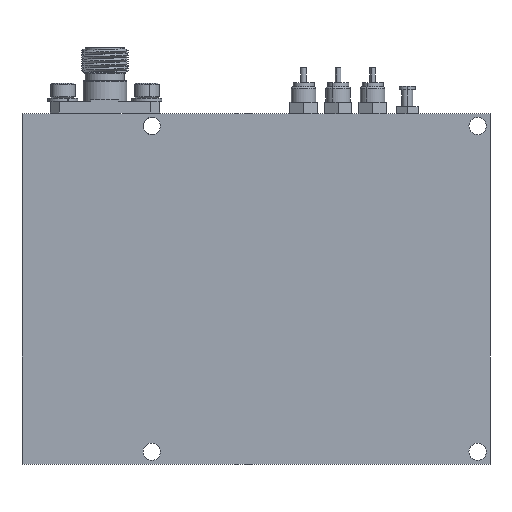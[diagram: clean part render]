
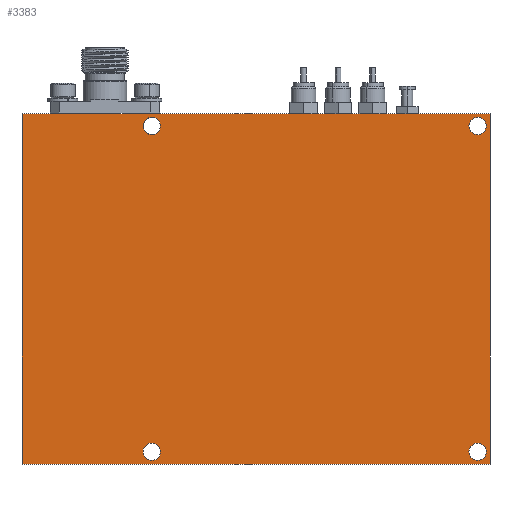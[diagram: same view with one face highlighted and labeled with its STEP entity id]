
A CAD part, front view. The second image highlights one B-rep face of the part: STEP entity #3383.
In plain terms, the highlighted planar face has unit normal (0, -1, 0).
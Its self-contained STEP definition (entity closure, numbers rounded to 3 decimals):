
#49 = EDGE_CURVE ( 'NONE', #50109, #63527, #66311, .T. ) ;
#2724 = ORIENTED_EDGE ( 'NONE', *, *, #49, .T. ) ;
#3096 = VERTEX_POINT ( 'NONE', #41085 ) ;
#3281 = EDGE_LOOP ( 'NONE', ( #34638, #27331 ) ) ;
#3383 = ADVANCED_FACE ( 'NONE', ( #50204, #55318, #45118, #8266, #65453 ), #34641, .T. ) ;
#4759 = DIRECTION ( 'NONE',  ( 0., 0., 1. ) ) ;
#4957 = CARTESIAN_POINT ( 'NONE',  ( 66., 0., -47.75 ) ) ;
#6142 = DIRECTION ( 'NONE',  ( 0., 0., -1. ) ) ;
#6283 = DIRECTION ( 'NONE',  ( 0., 0., 1. ) ) ;
#6566 = AXIS2_PLACEMENT_3D ( 'NONE', #45209, #50630, #66218 ) ;
#6850 = AXIS2_PLACEMENT_3D ( 'NONE', #20206, #66897, #30356 ) ;
#6926 = VERTEX_POINT ( 'NONE', #28727 ) ;
#7772 = AXIS2_PLACEMENT_3D ( 'NONE', #16467, #11390, #6283 ) ;
#7861 = AXIS2_PLACEMENT_3D ( 'NONE', #46406, #8973, #34673 ) ;
#8266 = FACE_BOUND ( 'NONE', #21120, .T. ) ;
#8314 = AXIS2_PLACEMENT_3D ( 'NONE', #14694, #44452, #61393 ) ;
#8315 = ORIENTED_EDGE ( 'NONE', *, *, #41478, .F. ) ;
#8858 = EDGE_CURVE ( 'NONE', #62406, #6926, #64911, .T. ) ;
#8883 = DIRECTION ( 'NONE',  ( 0., 0., 1. ) ) ;
#8973 = DIRECTION ( 'NONE',  ( 0., 1., 0. ) ) ;
#9062 = EDGE_CURVE ( 'NONE', #26097, #31491, #27920, .T. ) ;
#9962 = VERTEX_POINT ( 'NONE', #16450 ) ;
#10589 = DIRECTION ( 'NONE',  ( 0., 0., 1. ) ) ;
#10849 = CIRCLE ( 'NONE', #28116, 1.25 ) ;
#11197 = DIRECTION ( 'NONE',  ( -1., 0., 0. ) ) ;
#11390 = DIRECTION ( 'NONE',  ( 0., 1., 0. ) ) ;
#11471 = CARTESIAN_POINT ( 'NONE',  ( 18.8, 0., -1.8 ) ) ;
#11539 = VERTEX_POINT ( 'NONE', #17376 ) ;
#12925 = VECTOR ( 'NONE', #57130, 1000. ) ;
#13870 = ORIENTED_EDGE ( 'NONE', *, *, #9062, .F. ) ;
#14694 = CARTESIAN_POINT ( 'NONE',  ( 0., 0., 0. ) ) ;
#16450 = CARTESIAN_POINT ( 'NONE',  ( 67.8, 0., -50.8 ) ) ;
#16467 = CARTESIAN_POINT ( 'NONE',  ( 66., 0., -49. ) ) ;
#16607 = CARTESIAN_POINT ( 'NONE',  ( 0., 0., -50.8 ) ) ;
#17376 = CARTESIAN_POINT ( 'NONE',  ( 0., 0., -50.8 ) ) ;
#18405 = CARTESIAN_POINT ( 'NONE',  ( 67.8, 0., 0. ) ) ;
#18686 = CIRCLE ( 'NONE', #7861, 1.25 ) ;
#20206 = CARTESIAN_POINT ( 'NONE',  ( 18.8, 0., -1.8 ) ) ;
#20905 = CARTESIAN_POINT ( 'NONE',  ( 0., 0., 0. ) ) ;
#20967 = EDGE_CURVE ( 'NONE', #24452, #52324, #57962, .T. ) ;
#21120 = EDGE_LOOP ( 'NONE', ( #44383, #2724 ) ) ;
#22749 = ORIENTED_EDGE ( 'NONE', *, *, #20967, .T. ) ;
#22904 = CIRCLE ( 'NONE', #36938, 1.25 ) ;
#23528 = EDGE_CURVE ( 'NONE', #31491, #9962, #62673, .T. ) ;
#23787 = DIRECTION ( 'NONE',  ( 0., 1., 0. ) ) ;
#24452 = VERTEX_POINT ( 'NONE', #42336 ) ;
#25530 = EDGE_CURVE ( 'NONE', #3096, #55567, #65204, .T. ) ;
#26097 = VERTEX_POINT ( 'NONE', #42738 ) ;
#26191 = CIRCLE ( 'NONE', #7772, 1.25 ) ;
#27019 = DIRECTION ( 'NONE',  ( 0., 0., 1. ) ) ;
#27331 = ORIENTED_EDGE ( 'NONE', *, *, #25530, .T. ) ;
#27920 = LINE ( 'NONE', #43460, #63656 ) ;
#28116 = AXIS2_PLACEMENT_3D ( 'NONE', #52869, #32548, #10589 ) ;
#28727 = CARTESIAN_POINT ( 'NONE',  ( 66., 0., -3.05 ) ) ;
#30356 = DIRECTION ( 'NONE',  ( 0., 0., 1. ) ) ;
#30363 = CARTESIAN_POINT ( 'NONE',  ( 66., 0., -0.55 ) ) ;
#31491 = VERTEX_POINT ( 'NONE', #18405 ) ;
#32548 = DIRECTION ( 'NONE',  ( 0., 1., 0. ) ) ;
#34187 = CARTESIAN_POINT ( 'NONE',  ( 18.8, 0., -49. ) ) ;
#34451 = VECTOR ( 'NONE', #11197, 1000. ) ;
#34638 = ORIENTED_EDGE ( 'NONE', *, *, #45828, .T. ) ;
#34641 = PLANE ( 'NONE',  #8314 ) ;
#34673 = DIRECTION ( 'NONE',  ( 0., 0., 1. ) ) ;
#35272 = CARTESIAN_POINT ( 'NONE',  ( 18.8, 0., -47.75 ) ) ;
#36778 = LINE ( 'NONE', #20905, #12925 ) ;
#36879 = LINE ( 'NONE', #16607, #34451 ) ;
#36938 = AXIS2_PLACEMENT_3D ( 'NONE', #11471, #57836, #27019 ) ;
#37115 = ORIENTED_EDGE ( 'NONE', *, *, #38386, .F. ) ;
#38386 = EDGE_CURVE ( 'NONE', #9962, #11539, #36879, .T. ) ;
#39996 = ORIENTED_EDGE ( 'NONE', *, *, #48287, .T. ) ;
#40623 = AXIS2_PLACEMENT_3D ( 'NONE', #60660, #23787, #8883 ) ;
#41085 = CARTESIAN_POINT ( 'NONE',  ( 18.8, 0., -3.05 ) ) ;
#41478 = EDGE_CURVE ( 'NONE', #11539, #26097, #36778, .T. ) ;
#42336 = CARTESIAN_POINT ( 'NONE',  ( 66., 0., -50.25 ) ) ;
#42738 = CARTESIAN_POINT ( 'NONE',  ( 0., 0., 0. ) ) ;
#43460 = CARTESIAN_POINT ( 'NONE',  ( 0., 0., 0. ) ) ;
#43756 = VECTOR ( 'NONE', #6142, 1000. ) ;
#44383 = ORIENTED_EDGE ( 'NONE', *, *, #63638, .T. ) ;
#44452 = DIRECTION ( 'NONE',  ( 0., -1., 0. ) ) ;
#45118 = FACE_BOUND ( 'NONE', #65512, .T. ) ;
#45209 = CARTESIAN_POINT ( 'NONE',  ( 66., 0., -1.8 ) ) ;
#45828 = EDGE_CURVE ( 'NONE', #55567, #3096, #22904, .T. ) ;
#46022 = ORIENTED_EDGE ( 'NONE', *, *, #46339, .T. ) ;
#46339 = EDGE_CURVE ( 'NONE', #52324, #24452, #26191, .T. ) ;
#46406 = CARTESIAN_POINT ( 'NONE',  ( 66., 0., -1.8 ) ) ;
#48078 = CARTESIAN_POINT ( 'NONE',  ( 18.8, 0., -50.25 ) ) ;
#48287 = EDGE_CURVE ( 'NONE', #6926, #62406, #18686, .T. ) ;
#48737 = ORIENTED_EDGE ( 'NONE', *, *, #8858, .T. ) ;
#50109 = VERTEX_POINT ( 'NONE', #48078 ) ;
#50204 = FACE_BOUND ( 'NONE', #3281, .T. ) ;
#50420 = ORIENTED_EDGE ( 'NONE', *, *, #23528, .F. ) ;
#50630 = DIRECTION ( 'NONE',  ( 0., 1., 0. ) ) ;
#51109 = DIRECTION ( 'NONE',  ( 0., 1., 0. ) ) ;
#52324 = VERTEX_POINT ( 'NONE', #4957 ) ;
#52510 = CARTESIAN_POINT ( 'NONE',  ( 67.8, 0., 0. ) ) ;
#52869 = CARTESIAN_POINT ( 'NONE',  ( 18.8, 0., -49. ) ) ;
#54425 = AXIS2_PLACEMENT_3D ( 'NONE', #34187, #51109, #4759 ) ;
#55318 = FACE_BOUND ( 'NONE', #65936, .T. ) ;
#55567 = VERTEX_POINT ( 'NONE', #57209 ) ;
#57130 = DIRECTION ( 'NONE',  ( 0., 0., 1. ) ) ;
#57209 = CARTESIAN_POINT ( 'NONE',  ( 18.8, 0., -0.55 ) ) ;
#57836 = DIRECTION ( 'NONE',  ( 0., 1., 0. ) ) ;
#57962 = CIRCLE ( 'NONE', #40623, 1.25 ) ;
#60550 = EDGE_LOOP ( 'NONE', ( #8315, #37115, #50420, #13870 ) ) ;
#60660 = CARTESIAN_POINT ( 'NONE',  ( 66., 0., -49. ) ) ;
#61393 = DIRECTION ( 'NONE',  ( 0., 0., -1. ) ) ;
#62406 = VERTEX_POINT ( 'NONE', #30363 ) ;
#62673 = LINE ( 'NONE', #52510, #43756 ) ;
#63527 = VERTEX_POINT ( 'NONE', #35272 ) ;
#63638 = EDGE_CURVE ( 'NONE', #63527, #50109, #10849, .T. ) ;
#63656 = VECTOR ( 'NONE', #64141, 1000. ) ;
#64141 = DIRECTION ( 'NONE',  ( 1., 0., 0. ) ) ;
#64911 = CIRCLE ( 'NONE', #6566, 1.25 ) ;
#65204 = CIRCLE ( 'NONE', #6850, 1.25 ) ;
#65453 = FACE_OUTER_BOUND ( 'NONE', #60550, .T. ) ;
#65512 = EDGE_LOOP ( 'NONE', ( #46022, #22749 ) ) ;
#65936 = EDGE_LOOP ( 'NONE', ( #48737, #39996 ) ) ;
#66218 = DIRECTION ( 'NONE',  ( 0., 0., 1. ) ) ;
#66311 = CIRCLE ( 'NONE', #54425, 1.25 ) ;
#66897 = DIRECTION ( 'NONE',  ( 0., 1., 0. ) ) ;
